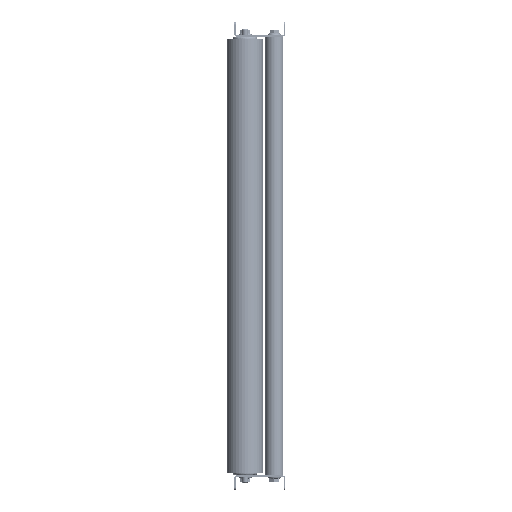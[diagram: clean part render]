
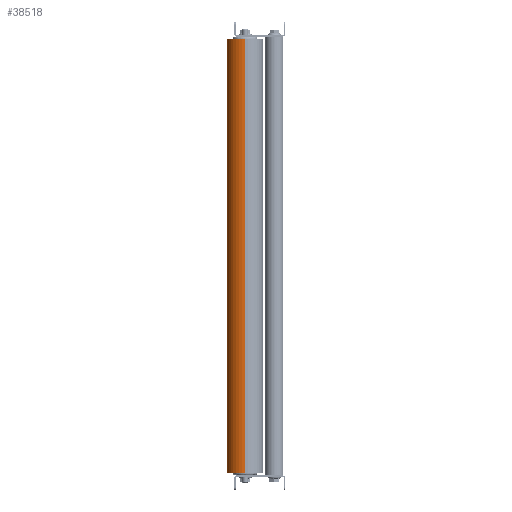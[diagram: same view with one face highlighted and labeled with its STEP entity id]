
A CAD part, left-side view. The second image highlights one B-rep face of the part: STEP entity #38518.
In plain terms, the highlighted cylindrical face has radius 25 mm (diameter 50 mm), a partial arc.
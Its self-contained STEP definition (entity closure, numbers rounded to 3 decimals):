
#712 = CYLINDRICAL_SURFACE ( 'NONE', #26250, 25. ) ;
#4413 = CARTESIAN_POINT ( 'NONE',  ( 592.6, 0., 0. ) ) ;
#6402 = VECTOR ( 'NONE', #30140, 1000. ) ;
#6860 = CIRCLE ( 'NONE', #41834, 25. ) ;
#7816 = LINE ( 'NONE', #18500, #39102 ) ;
#9325 = ORIENTED_EDGE ( 'NONE', *, *, #21585, .T. ) ;
#11412 = DIRECTION ( 'NONE',  ( -1., 0., 0. ) ) ;
#12403 = VERTEX_POINT ( 'NONE', #14300 ) ;
#14300 = CARTESIAN_POINT ( 'NONE',  ( 0., 0., 25. ) ) ;
#15811 = CARTESIAN_POINT ( 'NONE',  ( 592.6, 0., 25. ) ) ;
#18500 = CARTESIAN_POINT ( 'NONE',  ( 592.6, 0., 25. ) ) ;
#19407 = EDGE_CURVE ( 'NONE', #44865, #12403, #42536, .T. ) ;
#19956 = DIRECTION ( 'NONE',  ( 1., 0., 0. ) ) ;
#20553 = EDGE_CURVE ( 'NONE', #42178, #27955, #6860, .T. ) ;
#20620 = DIRECTION ( 'NONE',  ( 1., 0., 0. ) ) ;
#21125 = EDGE_LOOP ( 'NONE', ( #30687, #9325, #45640, #31136 ) ) ;
#21473 = EDGE_CURVE ( 'NONE', #27955, #12403, #7816, .T. ) ;
#21585 = EDGE_CURVE ( 'NONE', #42178, #44865, #22931, .T. ) ;
#22931 = LINE ( 'NONE', #40631, #6402 ) ;
#22995 = CARTESIAN_POINT ( 'NONE',  ( 0., 0., 0. ) ) ;
#26250 = AXIS2_PLACEMENT_3D ( 'NONE', #4413, #11412, #32832 ) ;
#27821 = DIRECTION ( 'NONE',  ( 0., 0., -1. ) ) ;
#27955 = VERTEX_POINT ( 'NONE', #15811 ) ;
#30140 = DIRECTION ( 'NONE',  ( -1., 0., 0. ) ) ;
#30687 = ORIENTED_EDGE ( 'NONE', *, *, #20553, .F. ) ;
#31136 = ORIENTED_EDGE ( 'NONE', *, *, #21473, .F. ) ;
#32593 = FACE_OUTER_BOUND ( 'NONE', #21125, .T. ) ;
#32832 = DIRECTION ( 'NONE',  ( 0., 0., 1. ) ) ;
#35091 = AXIS2_PLACEMENT_3D ( 'NONE', #22995, #19956, #36998 ) ;
#36998 = DIRECTION ( 'NONE',  ( 0., 0., -1. ) ) ;
#38031 = CARTESIAN_POINT ( 'NONE',  ( 592.6, 0., -25. ) ) ;
#38508 = CARTESIAN_POINT ( 'NONE',  ( 0., 0., -25. ) ) ;
#38518 = ADVANCED_FACE ( 'Fl�che1', ( #32593 ), #712, .T. ) ;
#38542 = CARTESIAN_POINT ( 'NONE',  ( 592.6, 0., 0. ) ) ;
#39102 = VECTOR ( 'NONE', #39953, 1000. ) ;
#39953 = DIRECTION ( 'NONE',  ( -1., 0., 0. ) ) ;
#40631 = CARTESIAN_POINT ( 'NONE',  ( 592.6, 0., -25. ) ) ;
#41834 = AXIS2_PLACEMENT_3D ( 'NONE', #38542, #20620, #27821 ) ;
#42178 = VERTEX_POINT ( 'NONE', #38031 ) ;
#42536 = CIRCLE ( 'NONE', #35091, 25. ) ;
#44865 = VERTEX_POINT ( 'NONE', #38508 ) ;
#45640 = ORIENTED_EDGE ( 'NONE', *, *, #19407, .T. ) ;
